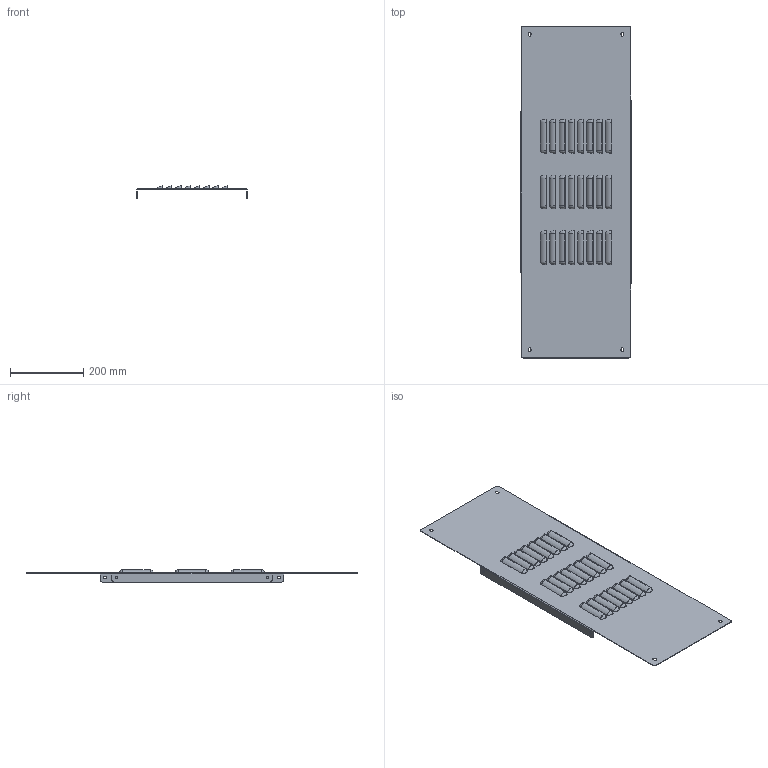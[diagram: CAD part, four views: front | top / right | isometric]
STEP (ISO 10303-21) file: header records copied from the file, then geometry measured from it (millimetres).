
FILE_DESCRIPTION (( 'STEP AP203' ), '1' );
FILE_NAME ('SCE-SKL123644.step', '2021-02-09T22:32:43', ( 'ADC123' ), ( 'Microsoft' ), 'SwSTEP 2.0', 'SolidWorks 2019', '' );
FILE_SCHEMA (( 'CONFIG_CONTROL_DESIGN' ));
Length unit declared in the file: inch
Products named in the file (1): SCE-SKL123644
Bounding box: 303.21 x 908.05 x 33.32 mm (x, y, z)
Volume: 461058.2 mm3; surface area: 617128.3 mm2
Topology: 1 solids, 1 shells, 446 faces, 1132 edges, 688 vertices
Faces by surface type: bspline 252, plane 122, cylinder 72
Full cylindrical faces by diameter (mm): 7.137 x4
Entity records: 26665 total; most frequent: CARTESIAN_POINT 17385, ORIENTED_EDGE 2256, DIRECTION 1256, EDGE_CURVE 1128, VERTEX_POINT 688, VECTOR 578, LINE 578, EDGE_LOOP 514
